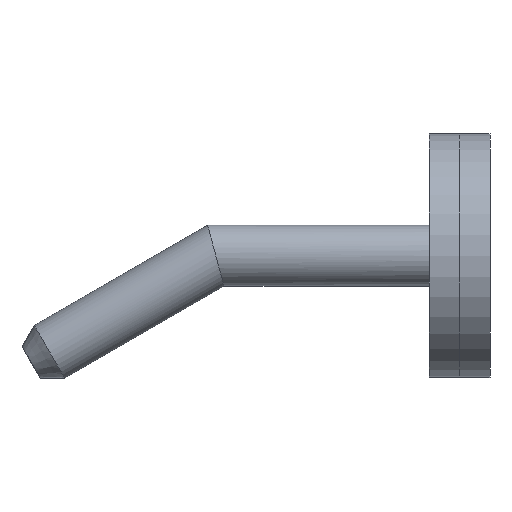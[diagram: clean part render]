
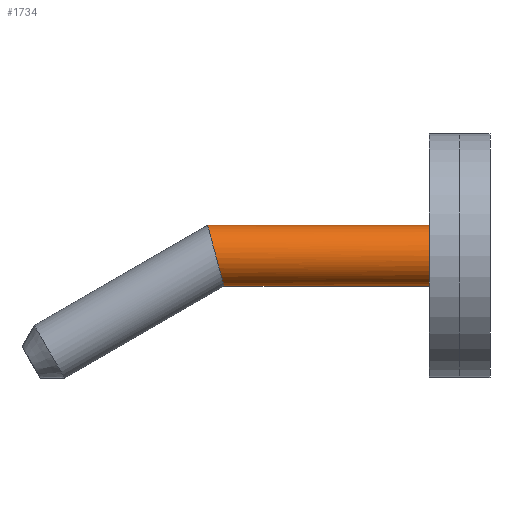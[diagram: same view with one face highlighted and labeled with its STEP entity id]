
A CAD part, left-side view. The second image highlights one B-rep face of the part: STEP entity #1734.
In plain terms, the highlighted cylindrical face has radius 10 mm (diameter 20 mm), a partial arc.
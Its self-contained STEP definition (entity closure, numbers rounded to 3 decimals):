
#9 = DIRECTION ( 'NONE',  ( 0., 0., 1. ) ) ;
#227 = DIRECTION ( 'NONE',  ( 0., -1., 0. ) ) ;
#279 = CARTESIAN_POINT ( 'NONE',  ( 0., 10., -10. ) ) ;
#322 = CARTESIAN_POINT ( 'NONE',  ( 0., 82.679, 10. ) ) ;
#339 = DIRECTION ( 'NONE',  ( 0., 1., 0. ) ) ;
#380 = ORIENTED_EDGE ( 'NONE', *, *, #1288, .F. ) ;
#438 = CARTESIAN_POINT ( 'NONE',  ( -20., 82.679, 10. ) ) ;
#446 = DIRECTION ( 'NONE',  ( 0., 0., -1. ) ) ;
#480 = ORIENTED_EDGE ( 'NONE', *, *, #1972, .T. ) ;
#562 = VERTEX_POINT ( 'NONE', #322 ) ;
#649 = CARTESIAN_POINT ( 'NONE',  ( 0., 108.284, 10. ) ) ;
#777 = CYLINDRICAL_SURFACE ( 'NONE', #864, 10. ) ;
#785 = CARTESIAN_POINT ( 'NONE',  ( -20., 77.321, -10. ) ) ;
#817 = CARTESIAN_POINT ( 'NONE',  ( 0., 108.284, 0. ) ) ;
#864 = AXIS2_PLACEMENT_3D ( 'NONE', #817, #2065, #446 ) ;
#954 = EDGE_CURVE ( 'NONE', #1743, #1860, #1252, .T. ) ;
#993 = ORIENTED_EDGE ( 'NONE', *, *, #954, .T. ) ;
#1106 = AXIS2_PLACEMENT_3D ( 'NONE', #1908, #339, #9 ) ;
#1138 =( BOUNDED_CURVE ( )  B_SPLINE_CURVE ( 3, ( #1458, #785, #438, #1278 ),
 .UNSPECIFIED., .F., .T. ) 
 B_SPLINE_CURVE_WITH_KNOTS ( ( 4, 4 ),
 ( 0., 3.142 ),
 .UNSPECIFIED. ) 
 CURVE ( )  GEOMETRIC_REPRESENTATION_ITEM ( )  RATIONAL_B_SPLINE_CURVE ( ( 1., 0.333, 0.333, 1. ) ) 
 REPRESENTATION_ITEM ( '' )  );
#1170 = VECTOR ( 'NONE', #227, 1000. ) ;
#1252 = CIRCLE ( 'NONE', #1106, 10. ) ;
#1278 = CARTESIAN_POINT ( 'NONE',  ( 0., 82.679, 10. ) ) ;
#1288 = EDGE_CURVE ( 'NONE', #562, #1860, #2058, .T. ) ;
#1302 = EDGE_LOOP ( 'NONE', ( #380, #1622, #480, #993 ) ) ;
#1442 = DIRECTION ( 'NONE',  ( 0., -1., 0. ) ) ;
#1458 = CARTESIAN_POINT ( 'NONE',  ( 0., 77.321, -10. ) ) ;
#1529 = CARTESIAN_POINT ( 'NONE',  ( 0., 108.284, -10. ) ) ;
#1534 = VECTOR ( 'NONE', #1442, 1000. ) ;
#1622 = ORIENTED_EDGE ( 'NONE', *, *, #1693, .F. ) ;
#1693 = EDGE_CURVE ( 'NONE', #1865, #562, #1138, .T. ) ;
#1734 = ADVANCED_FACE ( 'NONE', ( #1750 ), #777, .T. ) ;
#1743 = VERTEX_POINT ( 'NONE', #279 ) ;
#1750 = FACE_OUTER_BOUND ( 'NONE', #1302, .T. ) ;
#1860 = VERTEX_POINT ( 'NONE', #1949 ) ;
#1865 = VERTEX_POINT ( 'NONE', #1961 ) ;
#1908 = CARTESIAN_POINT ( 'NONE',  ( 0., 10., 0. ) ) ;
#1949 = CARTESIAN_POINT ( 'NONE',  ( 0., 10., 10. ) ) ;
#1961 = CARTESIAN_POINT ( 'NONE',  ( 0., 77.321, -10. ) ) ;
#1972 = EDGE_CURVE ( 'NONE', #1865, #1743, #2016, .T. ) ;
#2016 = LINE ( 'NONE', #1529, #1170 ) ;
#2058 = LINE ( 'NONE', #649, #1534 ) ;
#2065 = DIRECTION ( 'NONE',  ( 0., -1., 0. ) ) ;
